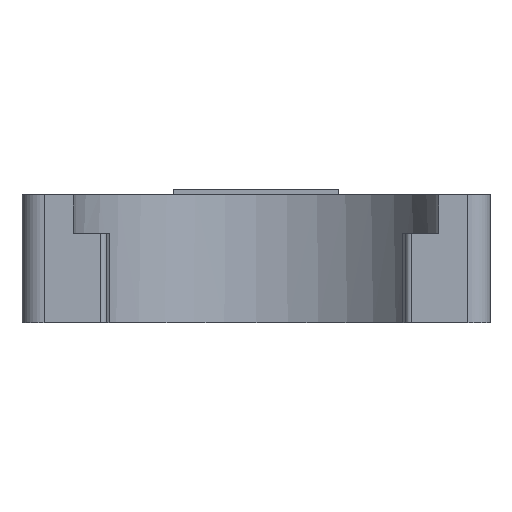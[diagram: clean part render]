
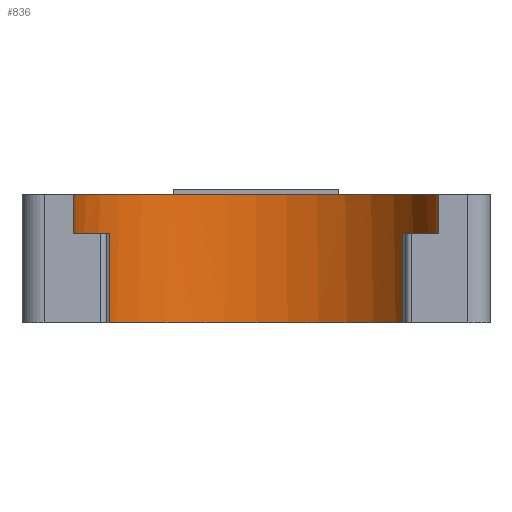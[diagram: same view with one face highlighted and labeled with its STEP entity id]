
A CAD part, left-side view. The second image highlights one B-rep face of the part: STEP entity #836.
In plain terms, the highlighted cylindrical face has radius 16.5 mm (diameter 33 mm), a partial arc.
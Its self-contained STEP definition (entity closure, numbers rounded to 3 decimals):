
#16 = DIRECTION ( 'NONE',  ( 0., 0., 1. ) ) ;
#28 = EDGE_CURVE ( 'NONE', #1032, #1189, #845, .T. ) ;
#99 = AXIS2_PLACEMENT_3D ( 'NONE', #1173, #521, #617 ) ;
#108 = CARTESIAN_POINT ( 'NONE',  ( 5.843, 15.431, 12. ) ) ;
#121 = AXIS2_PLACEMENT_3D ( 'NONE', #481, #1231, #378 ) ;
#122 = CARTESIAN_POINT ( 'NONE',  ( 5.843, 15.431, 8. ) ) ;
#175 = CYLINDRICAL_SURFACE ( 'NONE', #99, 16.5 ) ;
#211 = LINE ( 'NONE', #1132, #1316 ) ;
#237 = VECTOR ( 'NONE', #1234, 1000. ) ;
#253 = VECTOR ( 'NONE', #543, 1000. ) ;
#305 = VERTEX_POINT ( 'NONE', #838 ) ;
#345 = AXIS2_PLACEMENT_3D ( 'NONE', #494, #384, #1249 ) ;
#359 = CARTESIAN_POINT ( 'NONE',  ( 0., 0., 0. ) ) ;
#378 = DIRECTION ( 'NONE',  ( 1., 0., 0. ) ) ;
#384 = DIRECTION ( 'NONE',  ( 0., 0., 1. ) ) ;
#391 = VERTEX_POINT ( 'NONE', #1171 ) ;
#419 = LINE ( 'NONE', #1020, #237 ) ;
#443 = CARTESIAN_POINT ( 'NONE',  ( -2., -16.378, 8. ) ) ;
#472 = VERTEX_POINT ( 'NONE', #443 ) ;
#481 = CARTESIAN_POINT ( 'NONE',  ( 0., 0., 8. ) ) ;
#482 = ORIENTED_EDGE ( 'NONE', *, *, #28, .F. ) ;
#487 = DIRECTION ( 'NONE',  ( 0., 0., -1. ) ) ;
#494 = CARTESIAN_POINT ( 'NONE',  ( 0., 0., 8. ) ) ;
#512 = EDGE_CURVE ( 'NONE', #305, #391, #1248, .T. ) ;
#520 = FACE_OUTER_BOUND ( 'NONE', #747, .T. ) ;
#521 = DIRECTION ( 'NONE',  ( 0., 0., -1. ) ) ;
#543 = DIRECTION ( 'NONE',  ( 0., 0., -1. ) ) ;
#552 = VERTEX_POINT ( 'NONE', #677 ) ;
#572 = ORIENTED_EDGE ( 'NONE', *, *, #512, .F. ) ;
#617 = DIRECTION ( 'NONE',  ( -1., 0., 0. ) ) ;
#631 = AXIS2_PLACEMENT_3D ( 'NONE', #786, #781, #678 ) ;
#677 = CARTESIAN_POINT ( 'NONE',  ( -2., 16.378, 11.5 ) ) ;
#678 = DIRECTION ( 'NONE',  ( 1., 0., 0. ) ) ;
#700 = CIRCLE ( 'NONE', #631, 16.5 ) ;
#734 = EDGE_CURVE ( 'NONE', #472, #305, #1398, .T. ) ;
#747 = EDGE_LOOP ( 'NONE', ( #779, #572, #1104, #750, #850, #1198, #482, #1170 ) ) ;
#750 = ORIENTED_EDGE ( 'NONE', *, *, #1255, .F. ) ;
#754 = CARTESIAN_POINT ( 'NONE',  ( -2., -16.378, 11.5 ) ) ;
#779 = ORIENTED_EDGE ( 'NONE', *, *, #1080, .F. ) ;
#781 = DIRECTION ( 'NONE',  ( 0., 0., 1. ) ) ;
#786 = CARTESIAN_POINT ( 'NONE',  ( 0., 0., 11.5 ) ) ;
#836 = ADVANCED_FACE ( 'NONE', ( #520 ), #175, .F. ) ;
#838 = CARTESIAN_POINT ( 'NONE',  ( 5.843, -15.431, 8. ) ) ;
#845 = CIRCLE ( 'NONE', #121, 16.5 ) ;
#850 = ORIENTED_EDGE ( 'NONE', *, *, #1115, .T. ) ;
#875 = LINE ( 'NONE', #108, #253 ) ;
#883 = CARTESIAN_POINT ( 'NONE',  ( 5.843, 15.431, 0. ) ) ;
#886 = CARTESIAN_POINT ( 'NONE',  ( 5.843, -15.431, 12. ) ) ;
#889 = CIRCLE ( 'NONE', #1312, 16.5 ) ;
#968 = VERTEX_POINT ( 'NONE', #754 ) ;
#979 = EDGE_CURVE ( 'NONE', #1032, #1183, #875, .T. ) ;
#995 = DIRECTION ( 'NONE',  ( 0., 0., -1. ) ) ;
#1020 = CARTESIAN_POINT ( 'NONE',  ( -2., 16.378, 8. ) ) ;
#1032 = VERTEX_POINT ( 'NONE', #122 ) ;
#1080 = EDGE_CURVE ( 'NONE', #391, #1183, #889, .T. ) ;
#1104 = ORIENTED_EDGE ( 'NONE', *, *, #734, .F. ) ;
#1115 = EDGE_CURVE ( 'NONE', #968, #552, #700, .T. ) ;
#1132 = CARTESIAN_POINT ( 'NONE',  ( -2., -16.378, 8. ) ) ;
#1170 = ORIENTED_EDGE ( 'NONE', *, *, #979, .T. ) ;
#1171 = CARTESIAN_POINT ( 'NONE',  ( 5.843, -15.431, 0. ) ) ;
#1173 = CARTESIAN_POINT ( 'NONE',  ( 0., 0., 12. ) ) ;
#1183 = VERTEX_POINT ( 'NONE', #883 ) ;
#1189 = VERTEX_POINT ( 'NONE', #1331 ) ;
#1198 = ORIENTED_EDGE ( 'NONE', *, *, #1216, .F. ) ;
#1216 = EDGE_CURVE ( 'NONE', #1189, #552, #419, .T. ) ;
#1231 = DIRECTION ( 'NONE',  ( 0., 0., 1. ) ) ;
#1234 = DIRECTION ( 'NONE',  ( 0., 0., 1. ) ) ;
#1248 = LINE ( 'NONE', #886, #1321 ) ;
#1249 = DIRECTION ( 'NONE',  ( 1., 0., 0. ) ) ;
#1255 = EDGE_CURVE ( 'NONE', #968, #472, #211, .T. ) ;
#1312 = AXIS2_PLACEMENT_3D ( 'NONE', #359, #16, #1329 ) ;
#1316 = VECTOR ( 'NONE', #487, 1000. ) ;
#1321 = VECTOR ( 'NONE', #995, 1000. ) ;
#1329 = DIRECTION ( 'NONE',  ( 1., 0., 0. ) ) ;
#1331 = CARTESIAN_POINT ( 'NONE',  ( -2., 16.378, 8. ) ) ;
#1398 = CIRCLE ( 'NONE', #345, 16.5 ) ;
